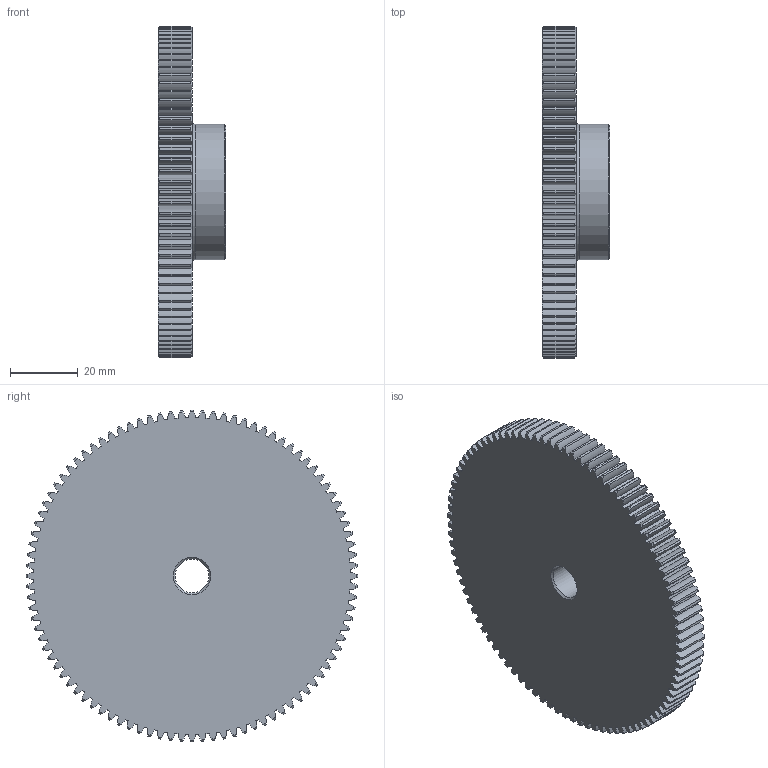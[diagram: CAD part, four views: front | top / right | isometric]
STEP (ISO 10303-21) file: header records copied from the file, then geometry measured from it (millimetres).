
FILE_DESCRIPTION( ( 'STEP AP214' ), '1' );
FILE_NAME( 'SS1-96_On.stp', '2020-09-26T09:37:57', ( 'License CC BY-ND 4.0' ), ( 'CADENAS' ), ' ', 'PARTsolutions', ' ' );
FILE_SCHEMA( ( 'AUTOMOTIVE_DESIGN { 1 0 10303 214 1 1 1 1 }' ) );
Length unit declared in the file: millimetre
Products named in the file (1): _SS1-96_On
Bounding box: 20 x 98 x 98 mm (x, y, z)
Volume: 83010.1 mm3; surface area: 22047.3 mm2
Topology: 1 solids, 1 shells, 585 faces, 1742 edges, 1160 vertices
Faces by surface type: cylinder 386, cone 195, plane 3, torus 1
Full cylindrical faces by diameter (mm): 10 x1, 40 x1
Entity records: 25226 total; most frequent: CARTESIAN_POINT 4634, DIRECTION 3492, ORIENTED_EDGE 3472, EDGE_CURVE 1736, AXIS2_PLACEMENT_3D 1554, VERTEX_POINT 1160, CIRCLE 968, EDGE_LOOP 594
